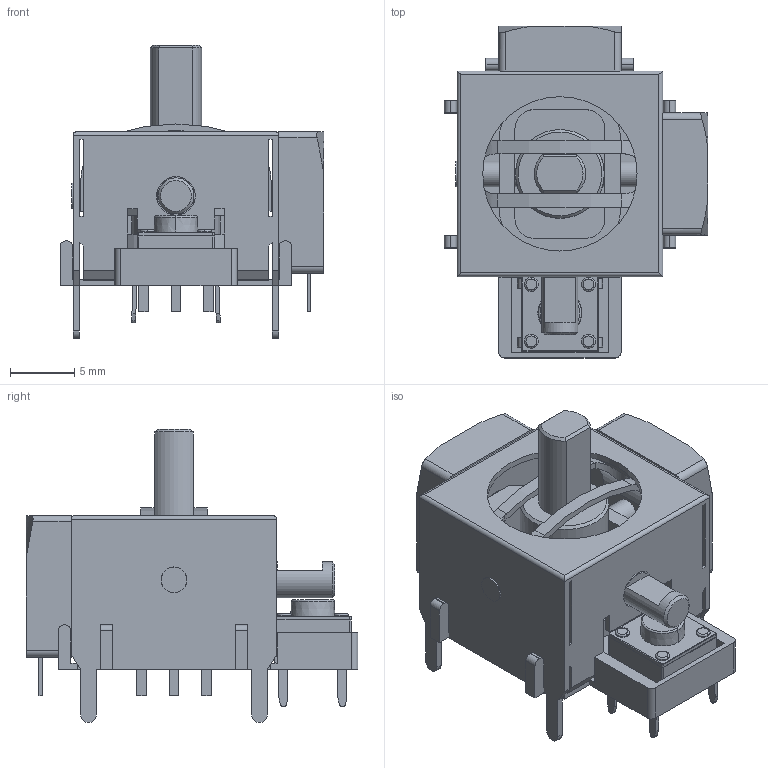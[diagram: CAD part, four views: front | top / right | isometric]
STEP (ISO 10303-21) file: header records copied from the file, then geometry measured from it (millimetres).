
FILE_DESCRIPTION(('FreeCAD Model'),'2;1');
FILE_NAME('Open CASCADE Shape Model','2023-03-02T19:36:36',(''),(''), 'Open CASCADE STEP processor 7.6','FreeCAD','Unknown');
FILE_SCHEMA(('AUTOMOTIVE_DESIGN { 1 0 10303 214 1 1 1 1 }'));
Length unit declared in the file: millimetre
Products named in the file (7): 3D-Analog-Thumb-Joystick; Baseplate; Case001; Rotator-Unit; Potentiometer_01; Potentiometer_02; Tactile-Switch
Assembly tree (6 placements, depth 2):
  3D-Analog-Thumb-Joystick
    Baseplate
    Case001
    Rotator-Unit
    Potentiometer_01
    Potentiometer_02
    Tactile-Switch
Bounding box: 20.5 x 25.8 x 22.8 mm (x, y, z)
Volume: 2227 mm3; surface area: 4691.6 mm2
Topology: 6 solids, 6 shells, 568 faces, 1420 edges, 866 vertices
Faces by surface type: plane 301, cylinder 191, torus 40, sphere 24, cone 10, revolution 2
Full cylindrical faces by diameter (mm): 1.98 x6, 2 x2, 2.8 x2, 3 x2, 3.9 x2, 4.5 x2, 6.9 x1, 12 x1, 13 x1
Entity records: 18001 total; most frequent: CARTESIAN_POINT 3293, DIRECTION 2982, ORIENTED_EDGE 2792, EDGE_CURVE 1396, AXIS2_PLACEMENT_3D 1033, LINE 914, VECTOR 914, VERTEX_POINT 866
